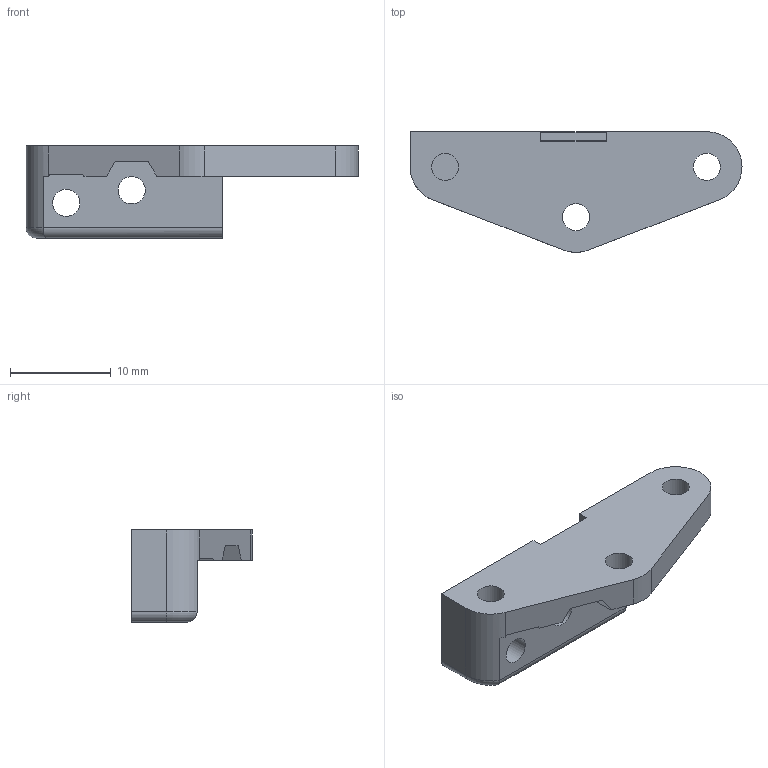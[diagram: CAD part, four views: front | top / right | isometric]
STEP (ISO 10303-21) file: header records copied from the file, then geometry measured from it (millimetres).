
FILE_DESCRIPTION(/* description */ (''),/* implementation_level */ '2;1');
FILE_NAME(/* name */ 'Rear belt bracket.step',/* time_stamp */ '2019-12-01T23:20:04+02:00',/* author */ (''),/* organization */ (''),/* preprocessor_version */ 'ST-DEVELOPER v18',/* originating_system */ 'Autodesk Translation Framework v8.12.0.6',/* authorisation */ '');
FILE_SCHEMA (('AUTOMOTIVE_DESIGN { 1 0 10303 214 3 1 1 }'));
Length unit declared in the file: millimetre
Products named in the file (2): Ender 3 BLV mod; Y carriage
Assembly tree (1 placements, depth 2):
  Ender 3 BLV mod
    Y carriage
Bounding box: 33 x 11.99 x 9.15 mm (x, y, z)
Volume: 1460.1 mm3; surface area: 1310.2 mm2
Topology: 1 solids, 1 shells, 71 faces, 193 edges, 125 vertices
Faces by surface type: plane 60, cylinder 10, torus 1
Full cylindrical faces by diameter (mm): 2.7 x5
Entity records: 2319 total; most frequent: CARTESIAN_POINT 405, ORIENTED_EDGE 386, DIRECTION 362, EDGE_CURVE 193, LINE 170, VECTOR 170, VERTEX_POINT 125, AXIS2_PLACEMENT_3D 96
